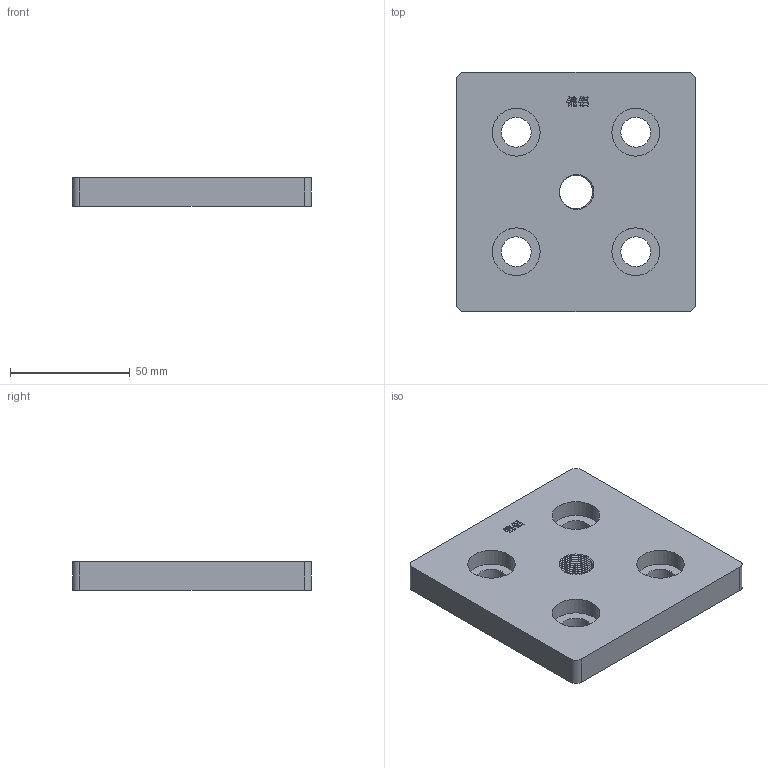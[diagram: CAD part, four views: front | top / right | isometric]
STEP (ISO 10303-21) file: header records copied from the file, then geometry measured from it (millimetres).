
FILE_DESCRIPTION (( 'STEP AP214' ), '1' );
FILE_NAME ('100100端面连接板.STEP', '2019-07-26T00:54:34', ( '微软用户' ), ( '微软中国' ), 'SwSTEP 2.0', 'SolidWorks 2015', '' );
FILE_SCHEMA (( 'AUTOMOTIVE_DESIGN' ));
Length unit declared in the file: millimetre
Products named in the file (1): 100100傷醱蟀諉啣
Bounding box: 100 x 100 x 12 mm (x, y, z)
Volume: 107359.3 mm3; surface area: 26838.2 mm2
Topology: 1 solids, 1 shells, 237 faces, 666 edges, 444 vertices
Faces by surface type: plane 137, cylinder 70, bspline 30
Entity records: 12614 total; most frequent: CARTESIAN_POINT 6798, ORIENTED_EDGE 1332, DIRECTION 965, EDGE_CURVE 666, LINE 457, VECTOR 457, VERTEX_POINT 444, EDGE_LOOP 260
